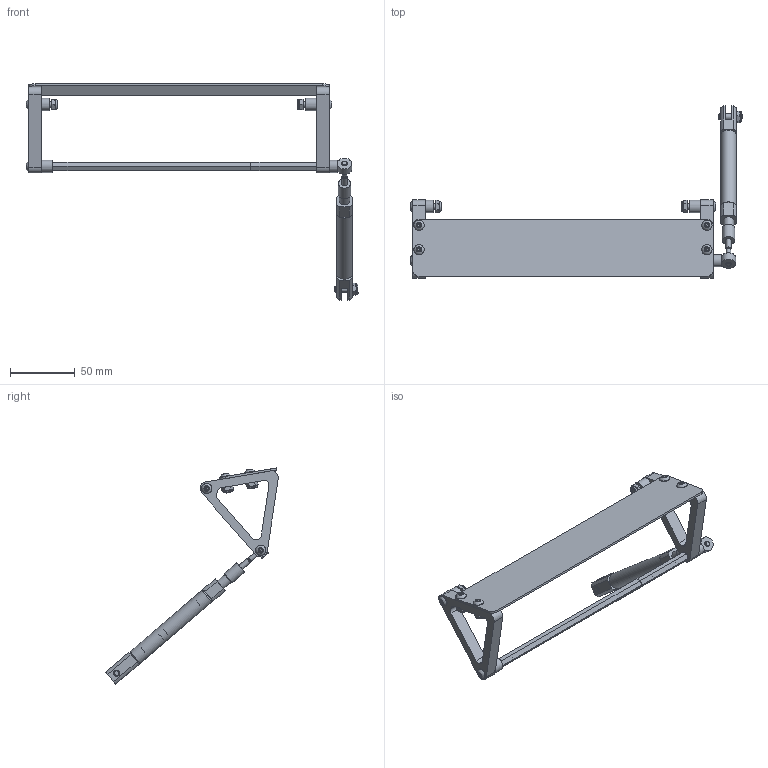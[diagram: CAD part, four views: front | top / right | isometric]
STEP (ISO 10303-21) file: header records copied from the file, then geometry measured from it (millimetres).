
FILE_DESCRIPTION(/* description */ (''),/* implementation_level */ '2;1');
FILE_NAME(/* name */ 'Angle Changer.step',/* time_stamp */ '2024-06-27T21:09:39-05:00',/* author */ (''),/* organization */ (''),/* preprocessor_version */ 'ST-DEVELOPER v20',/* originating_system */ 'Autodesk Translation Framework v13.14.0.145',/* authorisation */ '');
FILE_SCHEMA (('AUTOMOTIVE_DESIGN { 1 0 10303 214 3 1 1 }'));
Length unit declared in the file: inch
Products named in the file (18): Angle Changer; Spacer (Nylon), .375 OD v1; angle changer piece; Spacer (Nylon), .375 OD v1 (1); Standoff v1; Standoff v1 (1); Spacer (Nylon), .375 OD v1 (2); Screw Star v1; Screw Star v1 (1); Screw Star v1 (2); Screw Star v1 (3); Spacer (Nylon), .375 OD v1 (3); LS Shaft Collar; Cylinder, Bi-directional; NCJ2D10-200; NCJ2D10-200 (1); Nut Thin Nylock; Spacer (Nylon), .375 OD v1 (4)
Assembly tree (27 placements, depth 3):
  Angle Changer
    Spacer (Nylon), .375 OD v1
    angle changer piece  x2
    Spacer (Nylon), .375 OD v1 (1)
    Standoff v1
    Standoff v1 (1)
    Spacer (Nylon), .375 OD v1 (2)
    Screw Star v1
    Screw Star v1 (1)
    Screw Star v1 (2)
    Nut Thin Nylock  x7
    Screw Star v1 (3)  x4
    Spacer (Nylon), .375 OD v1 (3)
    LS Shaft Collar
    Cylinder, Bi-directional
      NCJ2D10-200
      NCJ2D10-200 (1)
    Spacer (Nylon), .375 OD v1 (4)
Bounding box: 255.59 x 132.97 x 166.47 mm (x, y, z)
Volume: 59911.9 mm3; surface area: 54861.8 mm2
Topology: 27 solids, 27 shells, 503 faces, 1180 edges, 772 vertices
Faces by surface type: cylinder 214, plane 172, cone 77, torus 18, bspline 15, sphere 7
Full cylindrical faces by diameter (mm): 3.1 x1, 3.391 x14, 3.505 x1, 3.734 x2, 4 x2, 4.166 x10, 4.191 x5, 4.623 x12, 4.78 x5, 4.83 x2, 4.928 x5, 5.588 x7, 7.874 x7, 7.925 x7, 7.938 x1, 9.525 x5, 10 x2, 11 x1, 11.94 x1
Entity records: 12361 total; most frequent: CARTESIAN_POINT 4971, ORIENTED_EDGE 1404, DIRECTION 1356, EDGE_CURVE 702, AXIS2_PLACEMENT_3D 555, VERTEX_POINT 462, EDGE_LOOP 378, FACE_OUTER_BOUND 307
